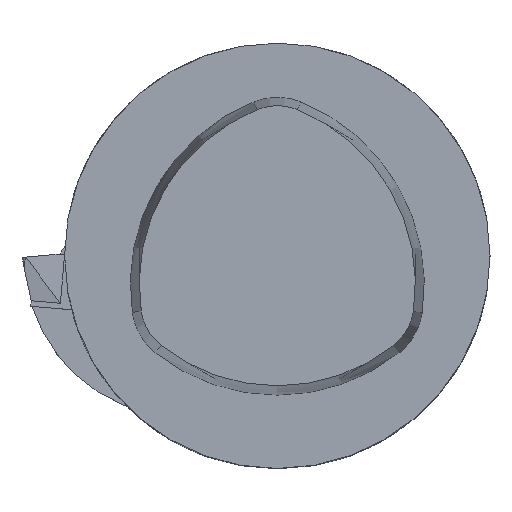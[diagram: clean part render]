
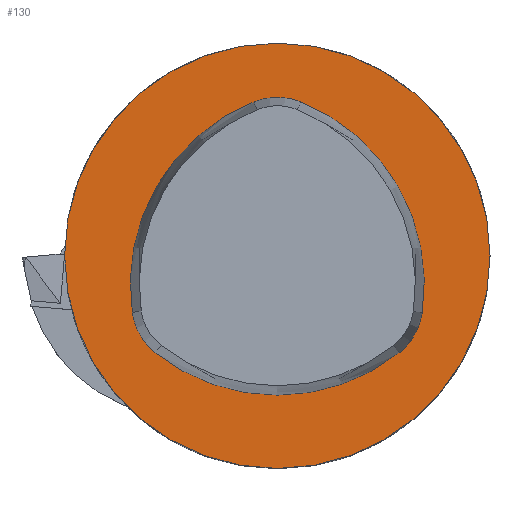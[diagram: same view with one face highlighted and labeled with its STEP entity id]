
A CAD part, top view. The second image highlights one B-rep face of the part: STEP entity #130.
In plain terms, the highlighted planar face has unit normal (0, 0, 1).
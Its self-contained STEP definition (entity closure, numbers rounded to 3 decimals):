
#92=CIRCLE('',#1547,20.);
#130=ADVANCED_FACE('',(#275),#213,.T.);
#213=PLANE('',#1548);
#275=FACE_OUTER_BOUND('',#354,.T.);
#354=EDGE_LOOP('',(#484));
#484=ORIENTED_EDGE('',*,*,#1032,.T.);
#890=VERTEX_POINT('',#2149);
#1032=EDGE_CURVE('',#890,#890,#92,.T.);
#1547=AXIS2_PLACEMENT_3D('',#2148,#1717,#1718);
#1548=AXIS2_PLACEMENT_3D('',#2150,#1719,#1720);
#1717=DIRECTION('',(0.,0.,1.));
#1718=DIRECTION('',(1.,0.,0.));
#1719=DIRECTION('',(0.,0.,1.));
#1720=DIRECTION('',(1.,0.,0.));
#2148=CARTESIAN_POINT('',(0.,0.,0.));
#2149=CARTESIAN_POINT('',(20.,0.,0.));
#2150=CARTESIAN_POINT('',(0.,0.,0.));
